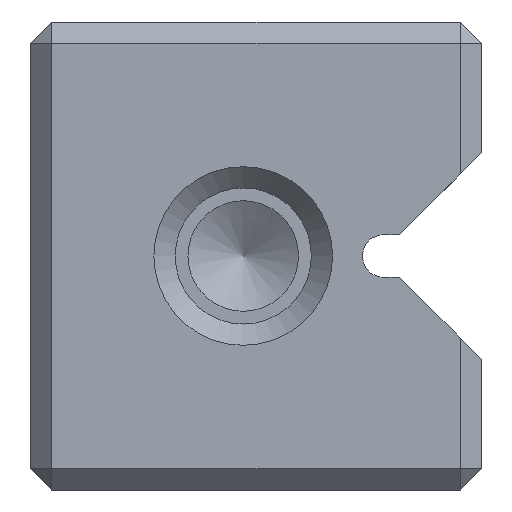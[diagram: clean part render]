
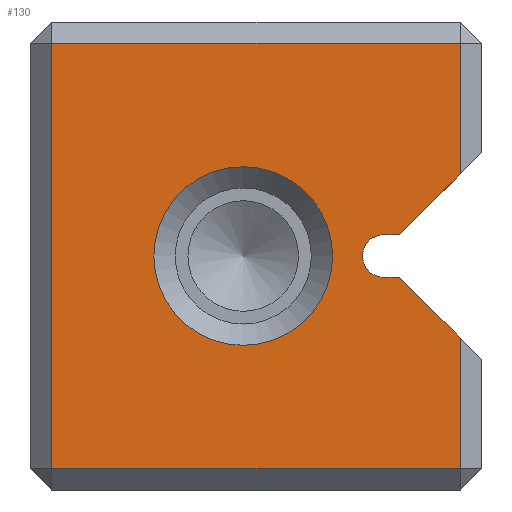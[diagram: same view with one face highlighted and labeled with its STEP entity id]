
A CAD part, left-side view. The second image highlights one B-rep face of the part: STEP entity #130.
In plain terms, the highlighted planar face has unit normal (-1, 0, 0).
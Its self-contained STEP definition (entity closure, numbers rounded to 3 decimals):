
#55=CIRCLE('',#818,2.1);
#56=CIRCLE('',#819,0.5);
#80=FACE_BOUND('',#253,.T.);
#81=FACE_BOUND('',#254,.T.);
#130=ADVANCED_FACE('',(#80,#81),#184,.T.);
#184=PLANE('',#820);
#253=EDGE_LOOP('',(#340));
#254=EDGE_LOOP('',(#341,#342,#343,#344,#345,#346,#347,#348,#349,#350));
#340=ORIENTED_EDGE('',*,*,#592,.T.);
#341=ORIENTED_EDGE('',*,*,#593,.T.);
#342=ORIENTED_EDGE('',*,*,#594,.T.);
#343=ORIENTED_EDGE('',*,*,#595,.F.);
#344=ORIENTED_EDGE('',*,*,#596,.T.);
#345=ORIENTED_EDGE('',*,*,#597,.T.);
#346=ORIENTED_EDGE('',*,*,#598,.F.);
#347=ORIENTED_EDGE('',*,*,#599,.F.);
#348=ORIENTED_EDGE('',*,*,#600,.T.);
#349=ORIENTED_EDGE('',*,*,#601,.T.);
#350=ORIENTED_EDGE('',*,*,#602,.T.);
#528=VERTEX_POINT('',#1152);
#529=VERTEX_POINT('',#1154);
#530=VERTEX_POINT('',#1155);
#531=VERTEX_POINT('',#1157);
#532=VERTEX_POINT('',#1159);
#533=VERTEX_POINT('',#1161);
#534=VERTEX_POINT('',#1163);
#535=VERTEX_POINT('',#1165);
#536=VERTEX_POINT('',#1167);
#537=VERTEX_POINT('',#1169);
#538=VERTEX_POINT('',#1171);
#592=EDGE_CURVE('',#528,#528,#55,.T.);
#593=EDGE_CURVE('',#529,#530,#684,.T.);
#594=EDGE_CURVE('',#530,#531,#685,.T.);
#595=EDGE_CURVE('',#532,#531,#686,.T.);
#596=EDGE_CURVE('',#532,#533,#687,.T.);
#597=EDGE_CURVE('',#533,#534,#56,.T.);
#598=EDGE_CURVE('',#535,#534,#688,.T.);
#599=EDGE_CURVE('',#536,#535,#689,.T.);
#600=EDGE_CURVE('',#536,#537,#690,.T.);
#601=EDGE_CURVE('',#537,#538,#691,.T.);
#602=EDGE_CURVE('',#538,#529,#692,.T.);
#684=LINE('',#1153,#754);
#685=LINE('',#1156,#755);
#686=LINE('',#1158,#756);
#687=LINE('',#1160,#757);
#688=LINE('',#1164,#758);
#689=LINE('',#1166,#759);
#690=LINE('',#1168,#760);
#691=LINE('',#1170,#761);
#692=LINE('',#1172,#762);
#754=VECTOR('',#917,1.);
#755=VECTOR('',#918,1.);
#756=VECTOR('',#919,1.);
#757=VECTOR('',#920,1.);
#758=VECTOR('',#923,1.);
#759=VECTOR('',#924,1.);
#760=VECTOR('',#925,1.);
#761=VECTOR('',#926,1.);
#762=VECTOR('',#927,1.);
#818=AXIS2_PLACEMENT_3D('',#1151,#915,#916);
#819=AXIS2_PLACEMENT_3D('',#1162,#921,#922);
#820=AXIS2_PLACEMENT_3D('',#1173,#928,#929);
#915=DIRECTION('',(1.,0.,0.));
#916=DIRECTION('',(0.,0.,1.));
#917=DIRECTION('',(0.,-1.,0.));
#918=DIRECTION('',(0.,0.,1.));
#919=DIRECTION('',(0.,-0.707,-0.707));
#920=DIRECTION('',(0.,1.,0.));
#921=DIRECTION('',(1.,0.,0.));
#922=DIRECTION('',(0.,0.,1.));
#923=DIRECTION('',(0.,1.,0.));
#924=DIRECTION('',(0.,0.707,-0.707));
#925=DIRECTION('',(0.,0.,1.));
#926=DIRECTION('',(0.,1.,0.));
#927=DIRECTION('',(0.,0.,-1.));
#928=DIRECTION('',(-1.,0.,0.));
#929=DIRECTION('',(0.,0.,1.));
#1151=CARTESIAN_POINT('',(0.,5.6,5.5));
#1152=CARTESIAN_POINT('',(0.,5.6,7.6));
#1153=CARTESIAN_POINT('',(0.,5.3,0.5));
#1154=CARTESIAN_POINT('',(0.,10.1,0.5));
#1155=CARTESIAN_POINT('',(0.,0.5,0.5));
#1156=CARTESIAN_POINT('',(0.,0.5,0.));
#1157=CARTESIAN_POINT('',(0.,0.5,3.572));
#1158=CARTESIAN_POINT('',(0.,1.114,4.186));
#1159=CARTESIAN_POINT('',(0.,1.928,5.));
#1160=CARTESIAN_POINT('',(0.,2.8,5.));
#1161=CARTESIAN_POINT('',(0.,2.3,5.));
#1162=CARTESIAN_POINT('',(0.,2.3,5.5));
#1163=CARTESIAN_POINT('',(0.,2.3,6.));
#1164=CARTESIAN_POINT('',(0.,2.8,6.));
#1165=CARTESIAN_POINT('',(0.,1.928,6.));
#1166=CARTESIAN_POINT('',(0.,6.614,1.314));
#1167=CARTESIAN_POINT('',(0.,0.5,7.428));
#1168=CARTESIAN_POINT('',(0.,0.5,0.));
#1169=CARTESIAN_POINT('',(0.,0.5,10.5));
#1170=CARTESIAN_POINT('',(0.,5.3,10.5));
#1171=CARTESIAN_POINT('',(0.,10.1,10.5));
#1172=CARTESIAN_POINT('',(0.,10.1,0.));
#1173=CARTESIAN_POINT('',(0.,5.3,0.));
